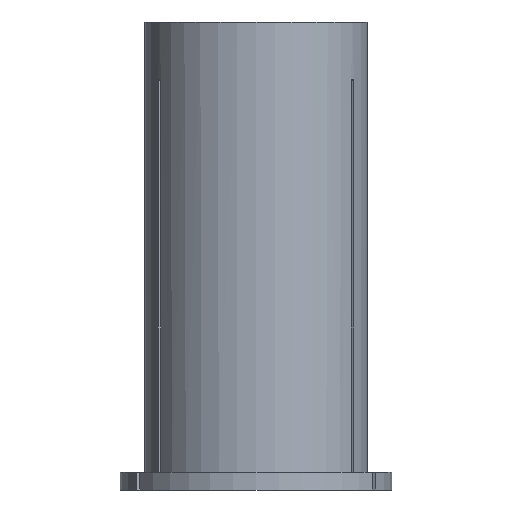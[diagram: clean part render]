
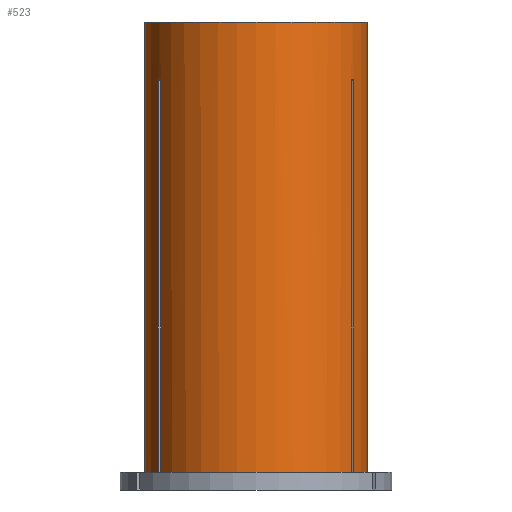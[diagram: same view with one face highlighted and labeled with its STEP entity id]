
A CAD part, front view. The second image highlights one B-rep face of the part: STEP entity #523.
In plain terms, the highlighted cylindrical face has radius 12.5 mm (diameter 25 mm), a partial arc.
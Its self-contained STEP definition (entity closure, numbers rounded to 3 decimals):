
#9 = DIRECTION ( 'NONE',  ( 1., 0., 0. ) ) ;
#40 = CARTESIAN_POINT ( 'NONE',  ( 10.776, -6.337, -6.47 ) ) ;
#43 = VERTEX_POINT ( 'NONE', #385 ) ;
#46 = CARTESIAN_POINT ( 'NONE',  ( -10.672, -6.508, 0. ) ) ;
#86 = EDGE_CURVE ( 'NONE', #1512, #43, #1038, .T. ) ;
#87 = ORIENTED_EDGE ( 'NONE', *, *, #331, .T. ) ;
#98 = DIRECTION ( 'NONE',  ( 0., 0., 1. ) ) ;
#101 = CARTESIAN_POINT ( 'NONE',  ( -10.672, -6.508, -6.474 ) ) ;
#104 = CARTESIAN_POINT ( 'NONE',  ( -12.5, 0., -50.5 ) ) ;
#132 = CARTESIAN_POINT ( 'NONE',  ( -10.972, -5.988, -6.474 ) ) ;
#138 = LINE ( 'NONE', #1377, #1357 ) ;
#139 = DIRECTION ( 'NONE',  ( 0., 0., 1. ) ) ;
#145 = B_SPLINE_CURVE_WITH_KNOTS ( 'NONE', 3,
 ( #132, #847, #253, #1080 ),
 .UNSPECIFIED., .F., .F.,
 ( 4, 4 ),
 ( 0., 0.001 ),
 .UNSPECIFIED. ) ;
#147 = EDGE_CURVE ( 'NONE', #604, #1500, #372, .T. ) ;
#153 = VERTEX_POINT ( 'NONE', #1451 ) ;
#164 = ORIENTED_EDGE ( 'NONE', *, *, #1070, .T. ) ;
#165 = EDGE_CURVE ( 'NONE', #153, #685, #1246, .T. ) ;
#170 = DIRECTION ( 'NONE',  ( 0., 0., 1. ) ) ;
#198 = DIRECTION ( 'NONE',  ( 0., 0., 1. ) ) ;
#219 = CARTESIAN_POINT ( 'NONE',  ( 10.672, -6.508, -6.474 ) ) ;
#235 = CARTESIAN_POINT ( 'NONE',  ( 0., 0., 0. ) ) ;
#247 = VECTOR ( 'NONE', #98, 1000. ) ;
#253 = CARTESIAN_POINT ( 'NONE',  ( -10.776, -6.337, -6.47 ) ) ;
#257 = CARTESIAN_POINT ( 'NONE',  ( 12.5, 0., -50.5 ) ) ;
#262 = CARTESIAN_POINT ( 'NONE',  ( -10.672, -6.508, -50.5 ) ) ;
#275 = CARTESIAN_POINT ( 'NONE',  ( 10.672, -6.508, -6.474 ) ) ;
#295 = ORIENTED_EDGE ( 'NONE', *, *, #814, .F. ) ;
#300 = VECTOR ( 'NONE', #1012, 1000. ) ;
#321 = CARTESIAN_POINT ( 'NONE',  ( 0., 0., 0. ) ) ;
#331 = EDGE_CURVE ( 'NONE', #43, #1108, #749, .T. ) ;
#341 = LINE ( 'NONE', #1237, #300 ) ;
#353 = DIRECTION ( 'NONE',  ( 1., 0., 0. ) ) ;
#358 = VECTOR ( 'NONE', #139, 1000. ) ;
#372 = B_SPLINE_CURVE_WITH_KNOTS ( 'NONE', 3,
 ( #275, #40, #748, #1099 ),
 .UNSPECIFIED., .F., .F.,
 ( 4, 4 ),
 ( 0., 0.001 ),
 .UNSPECIFIED. ) ;
#385 = CARTESIAN_POINT ( 'NONE',  ( -10.972, -5.988, -50.5 ) ) ;
#401 = DIRECTION ( 'NONE',  ( 0., 0., 1. ) ) ;
#415 = ORIENTED_EDGE ( 'NONE', *, *, #1333, .F. ) ;
#417 = AXIS2_PLACEMENT_3D ( 'NONE', #629, #401, #1109 ) ;
#438 = CIRCLE ( 'NONE', #1290, 12.5 ) ;
#441 = CARTESIAN_POINT ( 'NONE',  ( -10.972, -5.988, -6.474 ) ) ;
#518 = LINE ( 'NONE', #1048, #247 ) ;
#522 = VERTEX_POINT ( 'NONE', #556 ) ;
#523 = ADVANCED_FACE ( 'NONE', ( #1394 ), #765, .T. ) ;
#549 = DIRECTION ( 'NONE',  ( 1., 0., 0. ) ) ;
#556 = CARTESIAN_POINT ( 'NONE',  ( 12.5, 0., 0. ) ) ;
#575 = AXIS2_PLACEMENT_3D ( 'NONE', #1380, #674, #1498 ) ;
#577 = CARTESIAN_POINT ( 'NONE',  ( 10.972, -5.988, -6.474 ) ) ;
#604 = VERTEX_POINT ( 'NONE', #219 ) ;
#620 = VERTEX_POINT ( 'NONE', #101 ) ;
#622 = CIRCLE ( 'NONE', #575, 12.5 ) ;
#629 = CARTESIAN_POINT ( 'NONE',  ( 0., 0., -50.5 ) ) ;
#635 = ORIENTED_EDGE ( 'NONE', *, *, #86, .T. ) ;
#655 = EDGE_CURVE ( 'NONE', #1108, #620, #145, .T. ) ;
#673 = LINE ( 'NONE', #1204, #358 ) ;
#674 = DIRECTION ( 'NONE',  ( 0., 0., 1. ) ) ;
#679 = DIRECTION ( 'NONE',  ( 0., 0., 1. ) ) ;
#685 = VERTEX_POINT ( 'NONE', #257 ) ;
#701 = CARTESIAN_POINT ( 'NONE',  ( -10.972, -5.988, 0. ) ) ;
#708 = EDGE_CURVE ( 'NONE', #1419, #604, #673, .T. ) ;
#731 = VERTEX_POINT ( 'NONE', #262 ) ;
#748 = CARTESIAN_POINT ( 'NONE',  ( 10.876, -6.164, -6.47 ) ) ;
#749 = LINE ( 'NONE', #701, #1027 ) ;
#765 = CYLINDRICAL_SURFACE ( 'NONE', #1483, 12.5 ) ;
#814 = EDGE_CURVE ( 'NONE', #731, #620, #1466, .T. ) ;
#823 = AXIS2_PLACEMENT_3D ( 'NONE', #1006, #888, #9 ) ;
#847 = CARTESIAN_POINT ( 'NONE',  ( -10.876, -6.164, -6.47 ) ) ;
#855 = ORIENTED_EDGE ( 'NONE', *, *, #655, .T. ) ;
#888 = DIRECTION ( 'NONE',  ( 0., 0., 1. ) ) ;
#980 = EDGE_CURVE ( 'NONE', #153, #1500, #341, .T. ) ;
#1006 = CARTESIAN_POINT ( 'NONE',  ( 0., 0., -50.5 ) ) ;
#1012 = DIRECTION ( 'NONE',  ( 0., 0., 1. ) ) ;
#1027 = VECTOR ( 'NONE', #1402, 1000. ) ;
#1036 = ORIENTED_EDGE ( 'NONE', *, *, #165, .T. ) ;
#1038 = CIRCLE ( 'NONE', #417, 12.5 ) ;
#1045 = ORIENTED_EDGE ( 'NONE', *, *, #708, .T. ) ;
#1048 = CARTESIAN_POINT ( 'NONE',  ( -12.5, 0., 0. ) ) ;
#1061 = DIRECTION ( 'NONE',  ( 0., 0., 1. ) ) ;
#1068 = VERTEX_POINT ( 'NONE', #1259 ) ;
#1070 = EDGE_CURVE ( 'NONE', #685, #522, #138, .T. ) ;
#1080 = CARTESIAN_POINT ( 'NONE',  ( -10.672, -6.508, -6.474 ) ) ;
#1099 = CARTESIAN_POINT ( 'NONE',  ( 10.972, -5.988, -6.474 ) ) ;
#1108 = VERTEX_POINT ( 'NONE', #441 ) ;
#1109 = DIRECTION ( 'NONE',  ( 1., 0., 0. ) ) ;
#1130 = ORIENTED_EDGE ( 'NONE', *, *, #980, .F. ) ;
#1162 = VECTOR ( 'NONE', #170, 1000. ) ;
#1201 = EDGE_CURVE ( 'NONE', #731, #1419, #622, .T. ) ;
#1204 = CARTESIAN_POINT ( 'NONE',  ( 10.672, -6.508, 0. ) ) ;
#1237 = CARTESIAN_POINT ( 'NONE',  ( 10.972, -5.988, 0. ) ) ;
#1246 = CIRCLE ( 'NONE', #823, 12.5 ) ;
#1259 = CARTESIAN_POINT ( 'NONE',  ( -12.5, 0., 0. ) ) ;
#1274 = EDGE_LOOP ( 'NONE', ( #1344, #635, #87, #855, #295, #1532, #1045, #1420, #1130, #1036, #164, #415 ) ) ;
#1290 = AXIS2_PLACEMENT_3D ( 'NONE', #235, #1061, #353 ) ;
#1309 = CARTESIAN_POINT ( 'NONE',  ( 10.672, -6.508, -50.5 ) ) ;
#1333 = EDGE_CURVE ( 'NONE', #1068, #522, #438, .T. ) ;
#1344 = ORIENTED_EDGE ( 'NONE', *, *, #1492, .F. ) ;
#1357 = VECTOR ( 'NONE', #198, 1000. ) ;
#1377 = CARTESIAN_POINT ( 'NONE',  ( 12.5, 0., 0. ) ) ;
#1380 = CARTESIAN_POINT ( 'NONE',  ( 0., 0., -50.5 ) ) ;
#1394 = FACE_OUTER_BOUND ( 'NONE', #1274, .T. ) ;
#1402 = DIRECTION ( 'NONE',  ( 0., 0., 1. ) ) ;
#1419 = VERTEX_POINT ( 'NONE', #1309 ) ;
#1420 = ORIENTED_EDGE ( 'NONE', *, *, #147, .T. ) ;
#1451 = CARTESIAN_POINT ( 'NONE',  ( 10.972, -5.988, -50.5 ) ) ;
#1466 = LINE ( 'NONE', #46, #1162 ) ;
#1483 = AXIS2_PLACEMENT_3D ( 'NONE', #321, #679, #549 ) ;
#1492 = EDGE_CURVE ( 'NONE', #1512, #1068, #518, .T. ) ;
#1498 = DIRECTION ( 'NONE',  ( 1., 0., 0. ) ) ;
#1500 = VERTEX_POINT ( 'NONE', #577 ) ;
#1512 = VERTEX_POINT ( 'NONE', #104 ) ;
#1532 = ORIENTED_EDGE ( 'NONE', *, *, #1201, .T. ) ;
